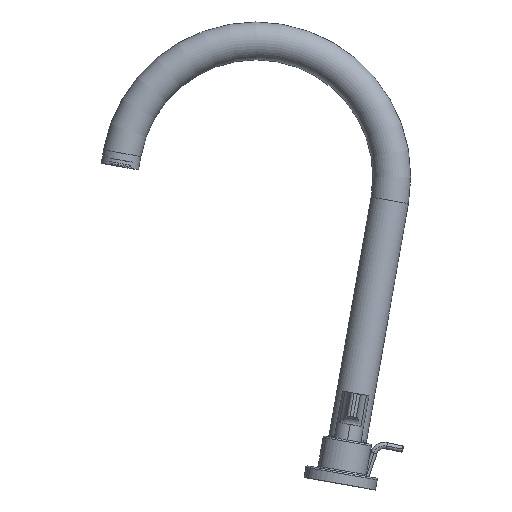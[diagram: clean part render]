
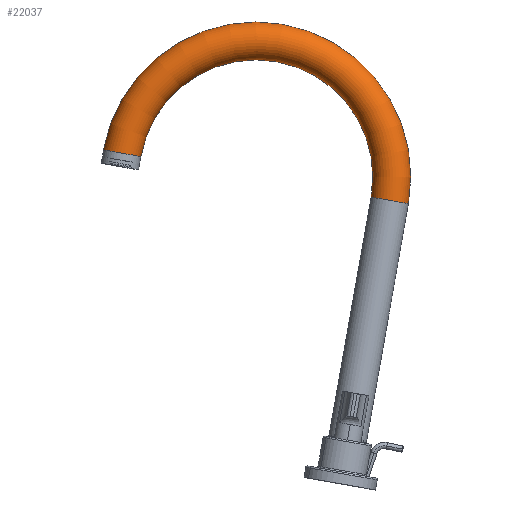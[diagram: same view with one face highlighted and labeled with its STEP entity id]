
A CAD part, left-side view. The second image highlights one B-rep face of the part: STEP entity #22037.
In plain terms, the highlighted toroidal (fillet/blend) face has major radius 86 mm and minor radius 12 mm.
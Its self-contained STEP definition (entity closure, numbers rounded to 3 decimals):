
#21972=CARTESIAN_POINT('Vertex',(20.701,129.446,196.287)) ;
#21976=CARTESIAN_POINT('Control Point',(20.701,129.446,196.287)) ;
#21977=CARTESIAN_POINT('Control Point',(18.816,129.446,196.287)) ;
#21978=CARTESIAN_POINT('Control Point',(16.931,129.81,196.351)) ;
#21979=CARTESIAN_POINT('Control Point',(15.144,130.54,196.48)) ;
#21980=CARTESIAN_POINT('Control Point',(11.954,132.65,196.852)) ;
#21981=CARTESIAN_POINT('Control Point',(9.812,135.79,197.406)) ;
#21982=CARTESIAN_POINT('Control Point',(9.071,137.551,197.716)) ;
#21983=CARTESIAN_POINT('Control Point',(8.331,141.264,198.371)) ;
#21984=CARTESIAN_POINT('Control Point',(9.071,144.976,199.025)) ;
#21985=CARTESIAN_POINT('Control Point',(9.812,146.737,199.336)) ;
#21986=CARTESIAN_POINT('Control Point',(11.954,149.878,199.89)) ;
#21987=CARTESIAN_POINT('Control Point',(15.144,151.988,200.262)) ;
#21988=CARTESIAN_POINT('Control Point',(16.931,152.717,200.39)) ;
#21989=CARTESIAN_POINT('Control Point',(18.816,153.081,200.455)) ;
#21990=CARTESIAN_POINT('Control Point',(20.701,153.081,200.455)) ;
#21991=CARTESIAN_POINT('Vertex',(20.701,153.081,200.455)) ;
#22007=CARTESIAN_POINT('Axis2P3D Location',(20.701,56.57,183.437)) ;
#22012=CARTESIAN_POINT('Axis2P3D Location',(20.701,56.57,183.437)) ;
#22016=CARTESIAN_POINT('Vertex',(20.701,-39.941,166.42)) ;
#22019=CARTESIAN_POINT('Axis2P3D Location',(20.701,56.57,183.437)) ;
#22023=CARTESIAN_POINT('Vertex',(20.701,-16.306,170.587)) ;
#22026=CARTESIAN_POINT('Axis2P3D Location',(20.701,-28.123,168.503)) ;
#22008=DIRECTION('Axis2P3D Direction',(1.,0.,0.)) ;
#22009=DIRECTION('Axis2P3D XDirection',(0.,0.985,0.174)) ;
#22013=DIRECTION('Axis2P3D Direction',(1.,0.,-0.)) ;
#22020=DIRECTION('Axis2P3D Direction',(1.,0.,-0.)) ;
#22027=DIRECTION('Axis2P3D Direction',(0.,-0.174,0.985)) ;
#22010=AXIS2_PLACEMENT_3D('Torus Axis2P3D',#22007,#22008,#22009) ;
#22014=AXIS2_PLACEMENT_3D('Circle Axis2P3D',#22012,#22013,$) ;
#22021=AXIS2_PLACEMENT_3D('Circle Axis2P3D',#22019,#22020,$) ;
#22028=AXIS2_PLACEMENT_3D('Circle Axis2P3D',#22026,#22027,$) ;
#22015=CIRCLE('generated circle',#22014,98.) ;
#22022=CIRCLE('generated circle',#22021,74.) ;
#22029=CIRCLE('generated circle',#22028,12.) ;
#22011=TOROIDAL_SURFACE('homeo Torus',#22010,86.,12.) ;
#21993=EDGE_CURVE('',#21992,#21973,#21975,.F.) ;
#22018=EDGE_CURVE('',#21992,#22017,#22015,.T.) ;
#22025=EDGE_CURVE('',#21973,#22024,#22022,.T.) ;
#22030=EDGE_CURVE('',#22017,#22024,#22029,.F.) ;
#22032=ORIENTED_EDGE('',*,*,#22018,.F.) ;
#22033=ORIENTED_EDGE('',*,*,#21993,.T.) ;
#22034=ORIENTED_EDGE('',*,*,#22025,.T.) ;
#22035=ORIENTED_EDGE('',*,*,#22030,.F.) ;
#22031=EDGE_LOOP('',(#22032,#22033,#22034,#22035)) ;
#21973=VERTEX_POINT('',#21972) ;
#21992=VERTEX_POINT('',#21991) ;
#22017=VERTEX_POINT('',#22016) ;
#22024=VERTEX_POINT('',#22023) ;
#22037=ADVANCED_FACE('GL106.1\\P9B001.1\\P46734\\PartBody',(#22036),#22011,.T.) ;
#21975=B_SPLINE_CURVE_WITH_KNOTS('',5,(#21976,#21977,#21978,#21979,#21980,#21981,#21982,#21983,#21984,#21985,#21986,#21987,#21988,#21989,#21990),.UNSPECIFIED.,.F.,.U.,(6,3,3,3,6),(-18.85,-9.425,0.,9.425,18.85),.UNSPECIFIED.) ;
#22036=FACE_OUTER_BOUND('',#22031,.T.) ;
